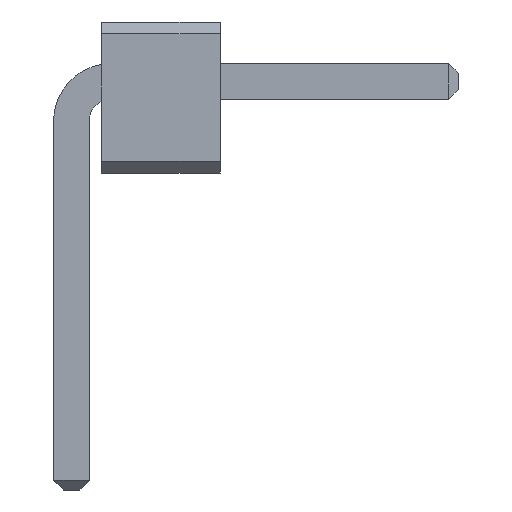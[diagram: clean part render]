
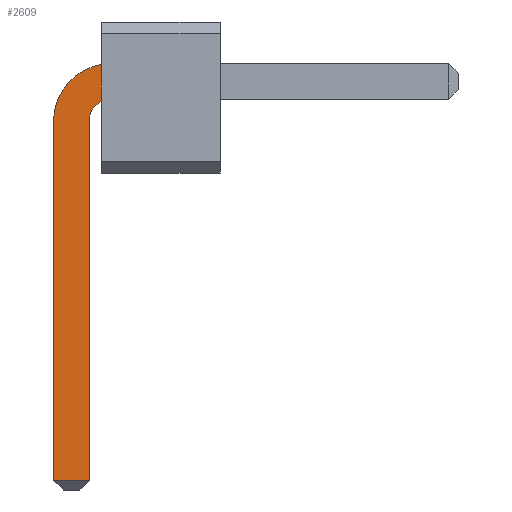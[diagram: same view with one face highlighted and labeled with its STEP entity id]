
A CAD part, front view. The second image highlights one B-rep face of the part: STEP entity #2609.
In plain terms, the highlighted planar face has unit normal (0, -1, 0).
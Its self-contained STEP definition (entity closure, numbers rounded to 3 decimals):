
#978 = VERTEX_POINT('',#979);
#979 = CARTESIAN_POINT('',(0.25,-5.15,0.779));
#985 = EDGE_CURVE('',#978,#986,#988,.T.);
#986 = VERTEX_POINT('',#987);
#987 = CARTESIAN_POINT('',(0.25,-5.15,0.467));
#988 = LINE('',#989,#990);
#989 = CARTESIAN_POINT('',(0.25,-5.15,0.1));
#990 = VECTOR('',#991,1.);
#991 = DIRECTION('',(0.,0.,-1.));
#2590 = EDGE_CURVE('',#986,#2591,#2593,.T.);
#2591 = VERTEX_POINT('',#2592);
#2592 = CARTESIAN_POINT('',(0.15,-5.15,0.335));
#2593 = CIRCLE('',#2594,0.194);
#2594 = AXIS2_PLACEMENT_3D('',#2595,#2596,#2597);
#2595 = CARTESIAN_POINT('',(0.34,-5.15,0.295));
#2596 = DIRECTION('',(0.,-1.,0.));
#2597 = DIRECTION('',(-0.207,0.,0.978)
);
#2609 = ADVANCED_FACE('',(#2610),#2645,.F.);
#2610 = FACE_BOUND('',#2611,.F.);
#2611 = EDGE_LOOP('',(#2612,#2613,#2614,#2622,#2630,#2638));
#2612 = ORIENTED_EDGE('',*,*,#985,.T.);
#2613 = ORIENTED_EDGE('',*,*,#2590,.T.);
#2614 = ORIENTED_EDGE('',*,*,#2615,.T.);
#2615 = EDGE_CURVE('',#2591,#2616,#2618,.T.);
#2616 = VERTEX_POINT('',#2617);
#2617 = CARTESIAN_POINT('',(0.15,-5.15,-2.72));
#2618 = LINE('',#2619,#2620);
#2619 = CARTESIAN_POINT('',(0.15,-5.15,0.335));
#2620 = VECTOR('',#2621,1.);
#2621 = DIRECTION('',(0.,0.,-1.));
#2622 = ORIENTED_EDGE('',*,*,#2623,.T.);
#2623 = EDGE_CURVE('',#2616,#2624,#2626,.T.);
#2624 = VERTEX_POINT('',#2625);
#2625 = CARTESIAN_POINT('',(-0.15,-5.15,-2.72));
#2626 = LINE('',#2627,#2628);
#2627 = CARTESIAN_POINT('',(0.15,-5.15,-2.72));
#2628 = VECTOR('',#2629,1.);
#2629 = DIRECTION('',(-1.,0.,0.));
#2630 = ORIENTED_EDGE('',*,*,#2631,.T.);
#2631 = EDGE_CURVE('',#2624,#2632,#2634,.T.);
#2632 = VERTEX_POINT('',#2633);
#2633 = CARTESIAN_POINT('',(-0.15,-5.15,0.335));
#2634 = LINE('',#2635,#2636);
#2635 = CARTESIAN_POINT('',(-0.15,-5.15,-2.8));
#2636 = VECTOR('',#2637,1.);
#2637 = DIRECTION('',(0.,0.,1.));
#2638 = ORIENTED_EDGE('',*,*,#2639,.T.);
#2639 = EDGE_CURVE('',#2632,#978,#2640,.T.);
#2640 = CIRCLE('',#2641,0.485);
#2641 = AXIS2_PLACEMENT_3D('',#2642,#2643,#2644);
#2642 = CARTESIAN_POINT('',(0.333,-5.15,0.302));
#2643 = DIRECTION('',(0.,1.,0.));
#2644 = DIRECTION('',(-0.998,0.,
0.069));
#2645 = PLANE('',#2646);
#2646 = AXIS2_PLACEMENT_3D('',#2647,#2648,#2649);
#2647 = CARTESIAN_POINT('',(0.841,-5.15,-0.301));
#2648 = DIRECTION('',(0.,1.,-0.));
#2649 = DIRECTION('',(0.,0.,-1.));
